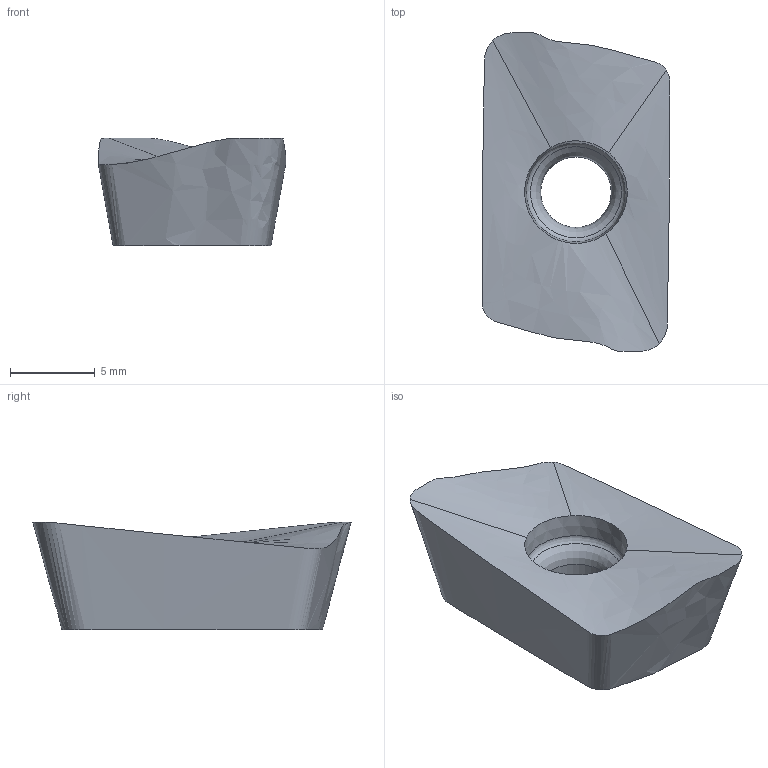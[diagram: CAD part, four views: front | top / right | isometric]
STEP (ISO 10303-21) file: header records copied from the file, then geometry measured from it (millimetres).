
FILE_DESCRIPTION(/* description */ (''),/* implementation_level */ '2;1');
FILE_NAME(/* name */ 'aaa341409_b.stp',/* time_stamp */ '2019-10-30T14:05:44+01:00',/* author */ (''),/* organization */ ('SMS'),/* preprocessor_version */ 'ST-DEVELOPER v16.7',/* originating_system */ 'SIEMENS PLM Software NX 12.0',/* authorisation */ '');
FILE_SCHEMA (('AUTOMOTIVE_DESIGN { 1 0 10303 214 3 1 1 1 }'));
Length unit declared in the file: millimetre
Products named in the file (1): AAA341409_B
Bounding box: 11.04 x 18.73 x 6.35 mm (x, y, z)
Volume: 728.2 mm3; surface area: 645.6 mm2
Topology: 1 solids, 1 shells, 9 faces, 23 edges, 17 vertices
Faces by surface type: bspline 4, torus 2, plane 1, cylinder 1, cone 1
Full cylindrical faces by diameter (mm): 4.15 x1
Entity records: 1964 total; most frequent: CARTESIAN_POINT 1750, ORIENTED_EDGE 28, DIRECTION 26, EDGE_LOOP 15, EDGE_CURVE 14, AXIS2_PLACEMENT_3D 13, FACE_BOUND 12, VERTEX_POINT 11
